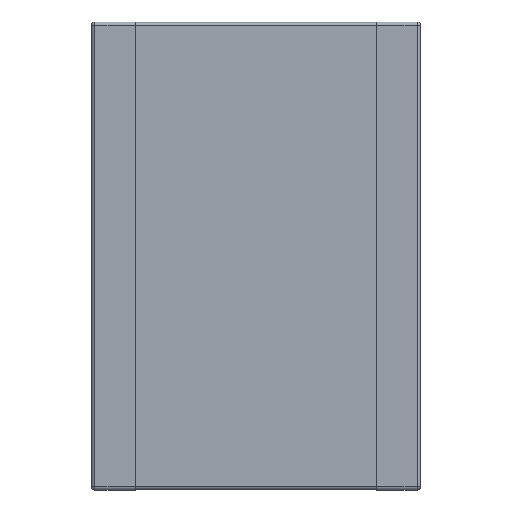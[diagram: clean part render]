
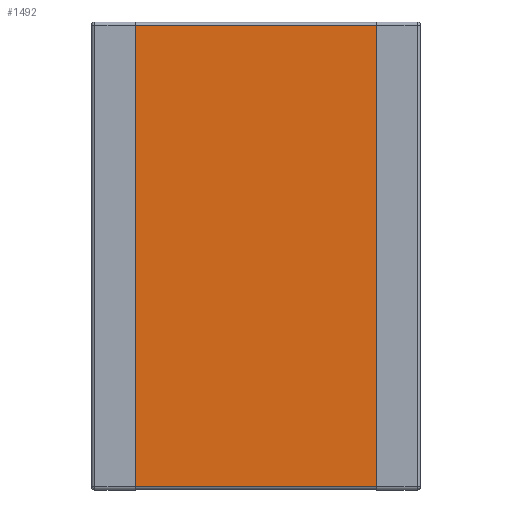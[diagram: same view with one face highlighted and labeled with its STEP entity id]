
A CAD part, top view. The second image highlights one B-rep face of the part: STEP entity #1492.
In plain terms, the highlighted planar face has unit normal (0, 0, 1).
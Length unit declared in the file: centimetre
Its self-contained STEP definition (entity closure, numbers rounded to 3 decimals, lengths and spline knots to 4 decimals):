
#16 = EDGE_LOOP ( 'NONE', ( #1878, #1879, #1877, #1880 ) ) ;
#242 = LINE ( 'NONE', #243, #347 ) ;
#243 = CARTESIAN_POINT ( 'NONE',  ( 0., -0.315, 0.149 ) ) ;
#244 = DIRECTION ( 'NONE',  ( 1., 0., 0. ) ) ;
#245 = LINE ( 'NONE', #246, #348 ) ;
#246 = CARTESIAN_POINT ( 'NONE',  ( 0., 0.315, 0.149 ) ) ;
#247 = DIRECTION ( 'NONE',  ( -1., 0., 0. ) ) ;
#347 = VECTOR ( 'NONE', #244, 100. ) ;
#348 = VECTOR ( 'NONE', #247, 100. ) ;
#893 = FACE_OUTER_BOUND ( 'NONE', #16, .T. ) ;
#899 = AXIS2_PLACEMENT_3D ( 'NONE', #956, #957, #958 ) ;
#955 = PLANE ( 'NONE',  #899 ) ;
#956 = CARTESIAN_POINT ( 'NONE',  ( 0., -0.3195, 0.149 ) ) ;
#957 = DIRECTION ( 'NONE',  ( 0., 0., 1. ) ) ;
#958 = DIRECTION ( 'NONE',  ( 1., 0., 0. ) ) ;
#1029 = VECTOR ( 'NONE', #1098, 100. ) ;
#1030 = VECTOR ( 'NONE', #1101, 100. ) ;
#1096 = LINE ( 'NONE', #1097, #1029 ) ;
#1097 = CARTESIAN_POINT ( 'NONE',  ( -0.165, -0.32, 0.149 ) ) ;
#1098 = DIRECTION ( 'NONE',  ( 0., 1., 0. ) ) ;
#1099 = LINE ( 'NONE', #1100, #1030 ) ;
#1100 = CARTESIAN_POINT ( 'NONE',  ( 0.165, -0.32, 0.149 ) ) ;
#1101 = DIRECTION ( 'NONE',  ( 0., -1., 0. ) ) ;
#1274 = VERTEX_POINT ( 'NONE', #1968 ) ;
#1284 = VERTEX_POINT ( 'NONE', #1978 ) ;
#1287 = VERTEX_POINT ( 'NONE', #1981 ) ;
#1291 = VERTEX_POINT ( 'NONE', #1985 ) ;
#1435 = EDGE_CURVE ( 'NONE', #1291, #1284, #242, .T. ) ;
#1436 = EDGE_CURVE ( 'NONE', #1287, #1274, #245, .T. ) ;
#1492 = ADVANCED_FACE ( 'NONE', ( #893 ), #955, .T. ) ;
#1511 = EDGE_CURVE ( 'NONE', #1291, #1274, #1096, .T. ) ;
#1512 = EDGE_CURVE ( 'NONE', #1287, #1284, #1099, .T. ) ;
#1877 = ORIENTED_EDGE ( 'NONE', *, *, #1435, .T. ) ;
#1878 = ORIENTED_EDGE ( 'NONE', *, *, #1436, .T. ) ;
#1879 = ORIENTED_EDGE ( 'NONE', *, *, #1511, .F. ) ;
#1880 = ORIENTED_EDGE ( 'NONE', *, *, #1512, .F. ) ;
#1968 = CARTESIAN_POINT ( 'NONE',  ( -0.165, 0.315, 0.149 ) ) ;
#1978 = CARTESIAN_POINT ( 'NONE',  ( 0.165, -0.315, 0.149 ) ) ;
#1981 = CARTESIAN_POINT ( 'NONE',  ( 0.165, 0.315, 0.149 ) ) ;
#1985 = CARTESIAN_POINT ( 'NONE',  ( -0.165, -0.315, 0.149 ) ) ;
